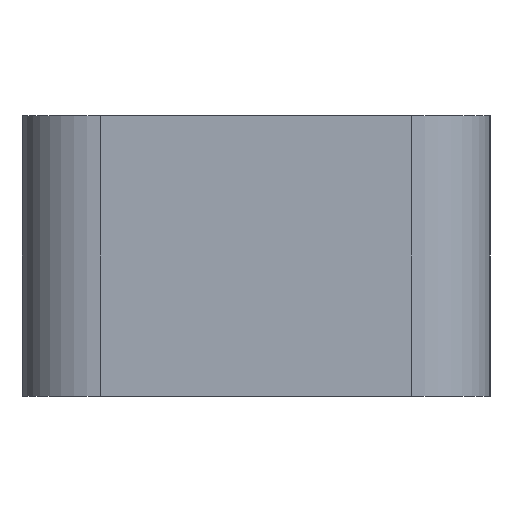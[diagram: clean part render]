
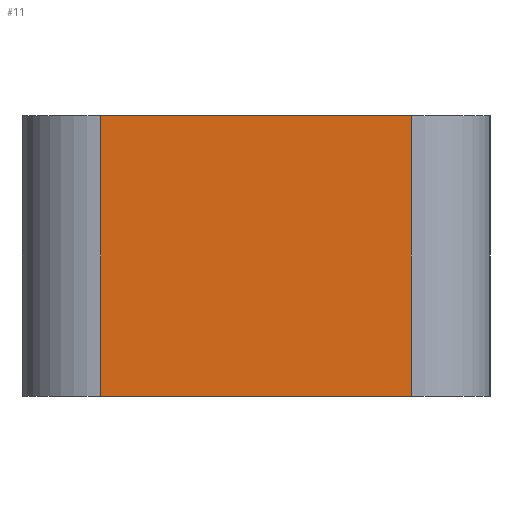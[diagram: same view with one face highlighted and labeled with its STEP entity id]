
A CAD part, left-side view. The second image highlights one B-rep face of the part: STEP entity #11.
In plain terms, the highlighted planar face has unit normal (-1, 0, 0).
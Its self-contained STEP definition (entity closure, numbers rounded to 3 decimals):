
#11 = ADVANCED_FACE ( 'NONE', ( #313 ), #789, .F. ) ;
#20 = CARTESIAN_POINT ( 'NONE',  ( -43., -6.64, 6. ) ) ;
#99 = VECTOR ( 'NONE', #961, 1000. ) ;
#150 = ORIENTED_EDGE ( 'NONE', *, *, #884, .F. ) ;
#152 = VERTEX_POINT ( 'NONE', #614 ) ;
#164 = DIRECTION ( 'NONE',  ( 0., -1., 0. ) ) ;
#194 = VECTOR ( 'NONE', #577, 1000. ) ;
#197 = LINE ( 'NONE', #263, #384 ) ;
#227 = EDGE_LOOP ( 'NONE', ( #406, #150, #373, #242 ) ) ;
#242 = ORIENTED_EDGE ( 'NONE', *, *, #949, .T. ) ;
#263 = CARTESIAN_POINT ( 'NONE',  ( -43., -6.64, 6. ) ) ;
#304 = LINE ( 'NONE', #421, #99 ) ;
#313 = FACE_OUTER_BOUND ( 'NONE', #227, .T. ) ;
#348 = EDGE_CURVE ( 'NONE', #769, #152, #693, .T. ) ;
#373 = ORIENTED_EDGE ( 'NONE', *, *, #516, .F. ) ;
#381 = DIRECTION ( 'NONE',  ( 0., 0., -1. ) ) ;
#384 = VECTOR ( 'NONE', #901, 1000. ) ;
#387 = DIRECTION ( 'NONE',  ( 1., 0., 0. ) ) ;
#391 = CARTESIAN_POINT ( 'NONE',  ( -43., 6.64, -6. ) ) ;
#406 = ORIENTED_EDGE ( 'NONE', *, *, #348, .T. ) ;
#421 = CARTESIAN_POINT ( 'NONE',  ( -43., 6.64, 6. ) ) ;
#431 = CARTESIAN_POINT ( 'NONE',  ( -43., -6.64, 6. ) ) ;
#461 = CARTESIAN_POINT ( 'NONE',  ( -43., -6.64, 6. ) ) ;
#472 = VECTOR ( 'NONE', #164, 1000. ) ;
#516 = EDGE_CURVE ( 'NONE', #862, #558, #197, .T. ) ;
#551 = AXIS2_PLACEMENT_3D ( 'NONE', #461, #387, #381 ) ;
#558 = VERTEX_POINT ( 'NONE', #431 ) ;
#577 = DIRECTION ( 'NONE',  ( 0., 0., -1. ) ) ;
#614 = CARTESIAN_POINT ( 'NONE',  ( -43., -6.64, -6. ) ) ;
#631 = LINE ( 'NONE', #20, #194 ) ;
#651 = CARTESIAN_POINT ( 'NONE',  ( -43., 6.64, 6. ) ) ;
#693 = LINE ( 'NONE', #950, #472 ) ;
#769 = VERTEX_POINT ( 'NONE', #391 ) ;
#789 = PLANE ( 'NONE',  #551 ) ;
#862 = VERTEX_POINT ( 'NONE', #651 ) ;
#884 = EDGE_CURVE ( 'NONE', #558, #152, #631, .T. ) ;
#901 = DIRECTION ( 'NONE',  ( 0., -1., 0. ) ) ;
#949 = EDGE_CURVE ( 'NONE', #862, #769, #304, .T. ) ;
#950 = CARTESIAN_POINT ( 'NONE',  ( -43., -6.64, -6. ) ) ;
#961 = DIRECTION ( 'NONE',  ( 0., 0., -1. ) ) ;
